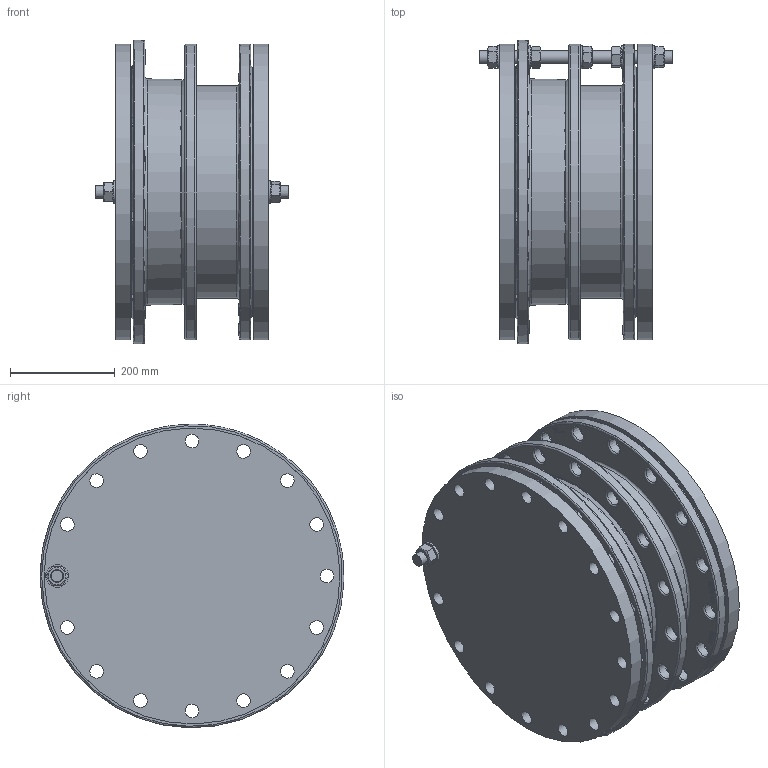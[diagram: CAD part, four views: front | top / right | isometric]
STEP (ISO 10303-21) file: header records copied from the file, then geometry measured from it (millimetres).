
FILE_DESCRIPTION(/* description */ ('PAS-20-CAST-DN400-PN10'),/* implementation_level */ '2;1');
FILE_NAME(/* name */ 'PAS-20-CAST-DN400-PN10.stp',/* time_stamp */ '2017-11-15T17:29:32+01:00',/* author */ ('HP-620 op ssd'),/* organization */ (''),/* preprocessor_version */ 'ST-DEVELOPER v16.5',/* originating_system */ 'Autodesk Inventor 2017',/* authorisation */ '');
FILE_SCHEMA (('AUTOMOTIVE_DESIGN { 1 0 10303 214 3 1 1 }'));
Products named in the file (9): PAS-20-CAST-DN400-PN10; FABodycast-PN10_16-DN400-OD406.4-RF-RB; DN400-PN10 RF-Fpiece; 0; FM-ID-410-S235JR; ISO 7005-1 Blank Flange Type 05 Flat Face - ISO PN 10 DN400; DIN 934 - M24; 13000320; DIN 125 - A 25
Assembly tree (17 placements, depth 2):
  PAS-20-CAST-DN400-PN10
    FABodycast-PN10_16-DN400-OD406.4-RF-RB
    DN400-PN10 RF-Fpiece
    0
    FM-ID-410-S235JR
    ISO 7005-1 Blank Flange Type 05 Flat Face - ISO PN 10 DN400  x2
    DIN 934 - M24  x5
    DIN 125 - A 25  x5
    13000320
Bounding box: 370 x 579.92 x 579.88 mm (x, y, z)
Volume: 24200633.1 mm3; surface area: 2858931.9 mm2
Topology: 17 solids, 17 shells, 1751 faces, 4754 edges, 3133 vertices
Faces by surface type: plane 819, bspline 622, torus 141, cone 95, cylinder 74
Full cylindrical faces by diameter (mm): 15.059 x1, 20.752 x5, 24 x1, 25 x5, 26 x32, 30 x16, 44 x5, 390.4 x1, 400 x1, 406.4 x2, 434.4 x1, 439 x1, 565 x3
Entity records: 58990 total; most frequent: CARTESIAN_POINT 20299, ORIENTED_EDGE 8590, DIRECTION 5451, EDGE_CURVE 4295, VERTEX_POINT 2950, LINE 2491, VECTOR 2491, EDGE_LOOP 2123
